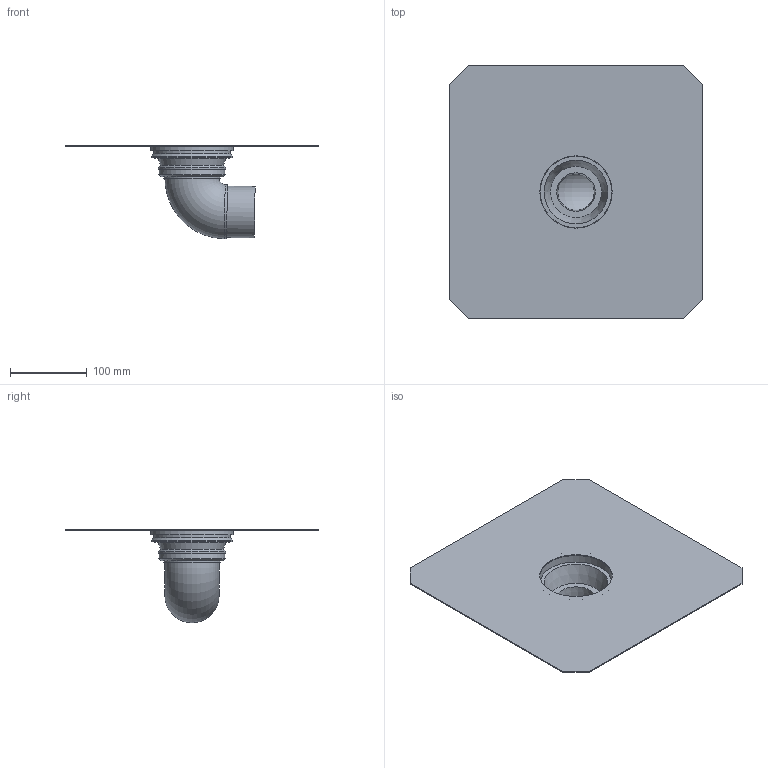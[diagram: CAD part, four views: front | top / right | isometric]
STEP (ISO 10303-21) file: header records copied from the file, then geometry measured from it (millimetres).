
FILE_DESCRIPTION(/* description */ ('STEP AP214'),/* implementation_level */ '2;1');
FILE_NAME(/* name */ '482063001(1)',/* time_stamp */ '2022-12-23T08:21:42+01:00',/* author */ ('License CC BY-ND 4.0'),/* organization */ ('CADENAS'),/* preprocessor_version */ 'ST-DEVELOPER v18.102',/* originating_system */ 'PARTsolutions',/* authorisation */ ' ');
FILE_SCHEMA (('AUTOMOTIVE_DESIGN {1 0 10303 214 3 1 1}'));
Length unit declared in the file: millimetre
Products named in the file (1): 482063001(1)
Bounding box: 330 x 330 x 121.84 mm (x, y, z)
Volume: 271203.7 mm3; surface area: 285420.2 mm2
Topology: 1 solids, 1 shells, 43 faces, 84 edges, 54 vertices
Faces by surface type: plane 21, cylinder 10, cone 10, torus 2
Full cylindrical faces by diameter (mm): 63 x1, 66.5 x1, 67 x1, 70.5 x1, 74 x1, 88 x1, 94 x1, 100 x1, 106 x1, 108 x1
Entity records: 992 total; most frequent: DIRECTION 180, CARTESIAN_POINT 152, ORIENTED_EDGE 116, EDGE_LOOP 78, FACE_BOUND 78, AXIS2_PLACEMENT_3D 78, EDGE_CURVE 58, VERTEX_POINT 50
